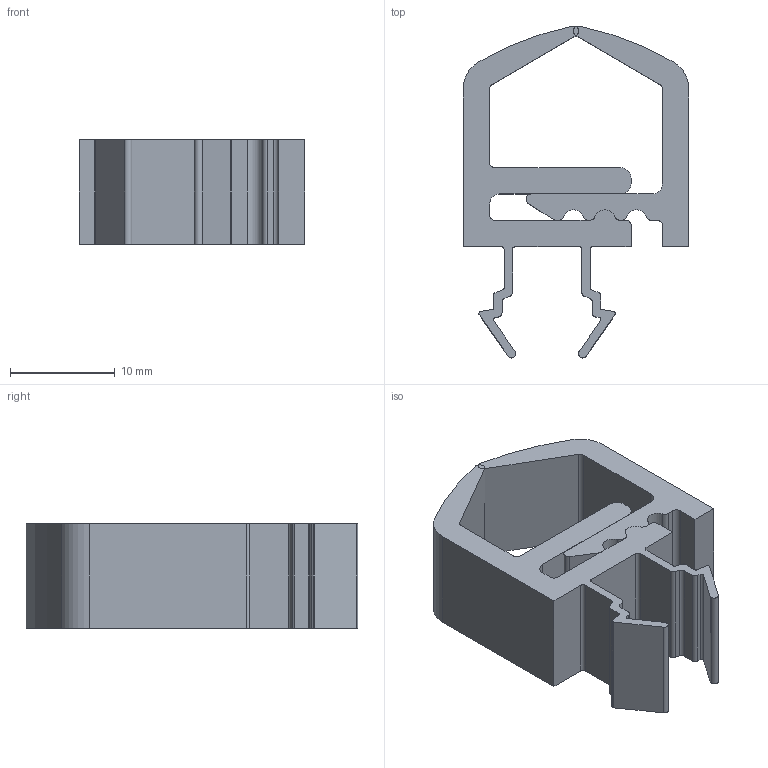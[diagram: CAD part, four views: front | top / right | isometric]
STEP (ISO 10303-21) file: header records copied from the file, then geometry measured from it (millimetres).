
FILE_DESCRIPTION(('STEP AP214'),'1');
FILE_NAME('fath_092244.stp','2017-07-19T11:19:44',('TraceParts'),('TraceParts S.A.'),'Spatial InterOp 3D',' ',' ');
FILE_SCHEMA(('automotive_design'));
Length unit declared in the file: millimetre
Products named in the file (2): fath_092244_1; fath_092244_2
Bounding box: 21.5 x 31.61 x 10 mm (x, y, z)
Volume: 2375.5 mm3; surface area: 2895.6 mm2
Topology: 2 solids, 2 shells, 109 faces, 315 edges, 210 vertices
Faces by surface type: cylinder 61, plane 48
Entity records: 4551 total; most frequent: DIRECTION 659, CARTESIAN_POINT 636, ORIENTED_EDGE 630, EDGE_CURVE 315, AXIS2_PLACEMENT_3D 233, VERTEX_POINT 210, LINE 193, VECTOR 193
